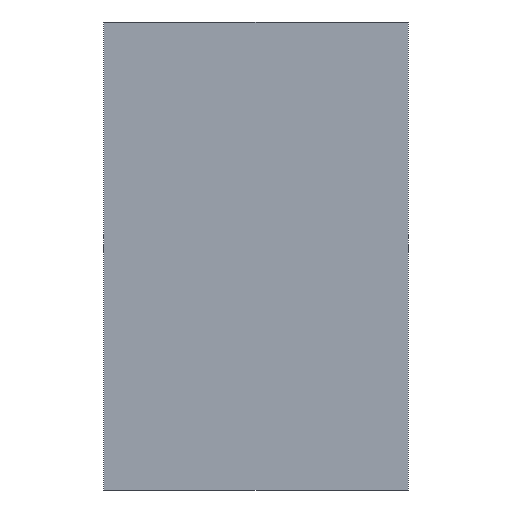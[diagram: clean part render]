
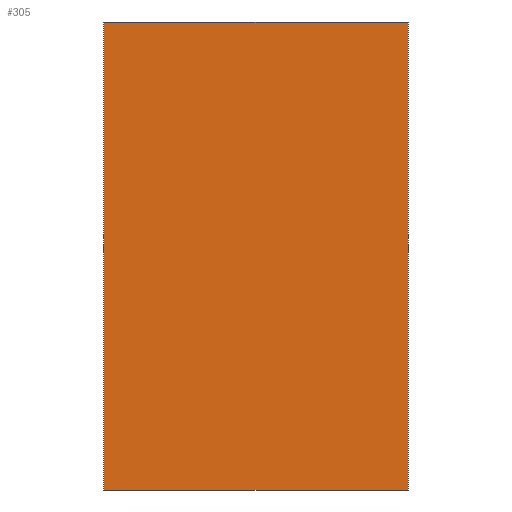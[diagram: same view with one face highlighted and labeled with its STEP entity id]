
A CAD part, front view. The second image highlights one B-rep face of the part: STEP entity #305.
In plain terms, the highlighted planar face has unit normal (0, -1, 0).
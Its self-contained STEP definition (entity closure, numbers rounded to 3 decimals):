
#29=FACE_OUTER_BOUND('',#46,.T.);
#46=EDGE_LOOP('',(#257,#258,#259,#260));
#66=LINE('',#447,#106);
#69=LINE('',#452,#109);
#87=LINE('',#489,#127);
#88=LINE('',#490,#128);
#106=VECTOR('',#364,10.);
#109=VECTOR('',#369,10.);
#127=VECTOR('',#403,10.);
#128=VECTOR('',#404,10.);
#143=VERTEX_POINT('',#444);
#144=VERTEX_POINT('',#446);
#145=VERTEX_POINT('',#450);
#156=VERTEX_POINT('',#488);
#172=EDGE_CURVE('',#144,#143,#66,.F.);
#175=EDGE_CURVE('',#143,#145,#69,.T.);
#193=EDGE_CURVE('',#156,#145,#87,.T.);
#194=EDGE_CURVE('',#144,#156,#88,.T.);
#257=ORIENTED_EDGE('',*,*,#175,.T.);
#258=ORIENTED_EDGE('',*,*,#193,.F.);
#259=ORIENTED_EDGE('',*,*,#194,.F.);
#260=ORIENTED_EDGE('',*,*,#172,.T.);
#289=PLANE('',#335);
#305=ADVANCED_FACE('',(#29),#289,.T.);
#335=AXIS2_PLACEMENT_3D('',#487,#401,#402);
#364=DIRECTION('',(0.,0.,-1.));
#369=DIRECTION('',(-1.,0.,0.));
#401=DIRECTION('center_axis',(0.,-1.,0.));
#402=DIRECTION('ref_axis',(1.,0.,0.));
#403=DIRECTION('',(0.,0.,1.));
#404=DIRECTION('',(-1.,0.,0.));
#444=CARTESIAN_POINT('',(138.,-30.,20.));
#446=CARTESIAN_POINT('',(138.,-30.,0.));
#447=CARTESIAN_POINT('',(138.,-30.,0.));
#450=CARTESIAN_POINT('',(125.,-30.,20.));
#452=CARTESIAN_POINT('',(130.,-30.,20.));
#487=CARTESIAN_POINT('Origin',(125.,-30.,0.));
#488=CARTESIAN_POINT('',(125.,-30.,0.));
#489=CARTESIAN_POINT('',(125.,-30.,0.));
#490=CARTESIAN_POINT('',(145.,-30.,0.));
